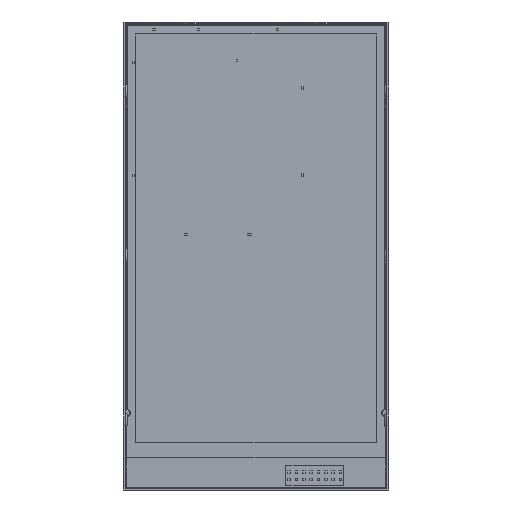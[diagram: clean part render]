
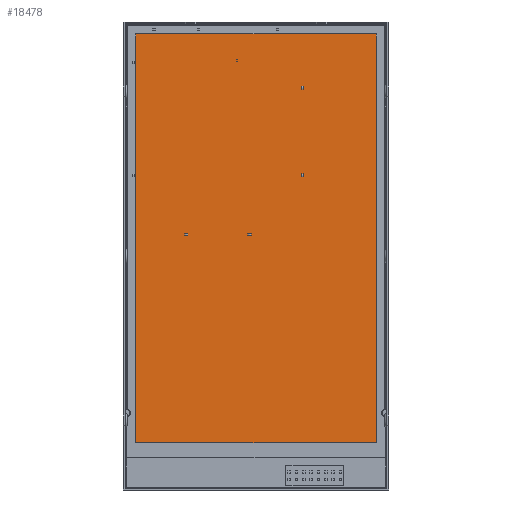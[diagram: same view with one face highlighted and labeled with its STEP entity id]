
A CAD part, front view. The second image highlights one B-rep face of the part: STEP entity #18478.
In plain terms, the highlighted planar face has unit normal (0, -1, 0).
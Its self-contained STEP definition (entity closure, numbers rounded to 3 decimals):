
#6657 = PLANE ( 'NONE',  #38935 ) ;
#6695 = CARTESIAN_POINT ( 'NONE',  ( -22.399, 0., 39.9 ) ) ;
#6697 = DIRECTION ( 'NONE',  ( 0., 1., 0. ) ) ;
#6699 = DIRECTION ( 'NONE',  ( 0., 0., 1. ) ) ;
#14694 = LINE ( 'NONE', #36611, #14698 ) ;
#14698 = VECTOR ( 'NONE', #36613, 1000. ) ;
#17280 = VERTEX_POINT ( 'NONE', #56315 ) ;
#17541 = VERTEX_POINT ( 'NONE', #56083 ) ;
#17598 = VERTEX_POINT ( 'NONE', #56023 ) ;
#17737 = VERTEX_POINT ( 'NONE', #55884 ) ;
#18478 = ADVANCED_FACE ( 'NONE', ( #42310 ), #6657, .F. ) ;
#36611 = CARTESIAN_POINT ( 'NONE',  ( -22.399, 0., -32.233 ) ) ;
#36613 = DIRECTION ( 'NONE',  ( 1., 0., 0. ) ) ;
#38935 = AXIS2_PLACEMENT_3D ( 'NONE', #6695, #6697, #6699 ) ;
#39771 = LINE ( 'NONE', #77071, #39784 ) ;
#39784 = VECTOR ( 'NONE', #77089, 1000. ) ;
#42310 = FACE_OUTER_BOUND ( 'NONE', #92165, .T. ) ;
#50525 = EDGE_CURVE ( 'NONE', #17598, #17280, #82314, .T. ) ;
#50614 = EDGE_CURVE ( 'NONE', #17541, #17737, #82456, .T. ) ;
#50747 = EDGE_CURVE ( 'NONE', #17280, #17541, #39771, .T. ) ;
#52294 = EDGE_CURVE ( 'NONE', #17598, #17737, #14694, .T. ) ;
#55884 = CARTESIAN_POINT ( 'NONE',  ( 20.765, 0., -32.233 ) ) ;
#56023 = CARTESIAN_POINT ( 'NONE',  ( -20.764, 0., -32.233 ) ) ;
#56083 = CARTESIAN_POINT ( 'NONE',  ( 20.764, 0., 38.329 ) ) ;
#56315 = CARTESIAN_POINT ( 'NONE',  ( -20.764, 0., 38.329 ) ) ;
#77071 = CARTESIAN_POINT ( 'NONE',  ( -22.399, 0., 38.329 ) ) ;
#77089 = DIRECTION ( 'NONE',  ( 1., 0., 0. ) ) ;
#79705 = CARTESIAN_POINT ( 'NONE',  ( -20.764, 0., 39.9 ) ) ;
#79711 = DIRECTION ( 'NONE',  ( 0., 0., 1. ) ) ;
#79838 = DIRECTION ( 'NONE',  ( 0., 0., -1. ) ) ;
#79839 = CARTESIAN_POINT ( 'NONE',  ( 20.764, 0., 39.9 ) ) ;
#82314 = LINE ( 'NONE', #79705, #82332 ) ;
#82332 = VECTOR ( 'NONE', #79711, 1000. ) ;
#82456 = LINE ( 'NONE', #79839, #82466 ) ;
#82466 = VECTOR ( 'NONE', #79838, 1000. ) ;
#89565 = ORIENTED_EDGE ( 'NONE', *, *, #50525, .F. ) ;
#89567 = ORIENTED_EDGE ( 'NONE', *, *, #52294, .T. ) ;
#89569 = ORIENTED_EDGE ( 'NONE', *, *, #50614, .F. ) ;
#89571 = ORIENTED_EDGE ( 'NONE', *, *, #50747, .F. ) ;
#92165 = EDGE_LOOP ( 'NONE', ( #89565, #89567, #89569, #89571 ) ) ;
